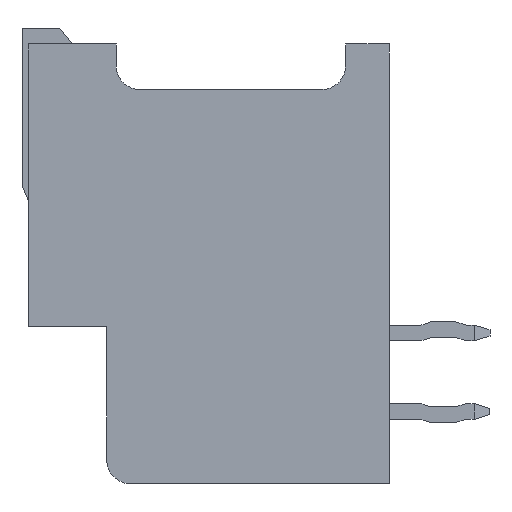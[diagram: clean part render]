
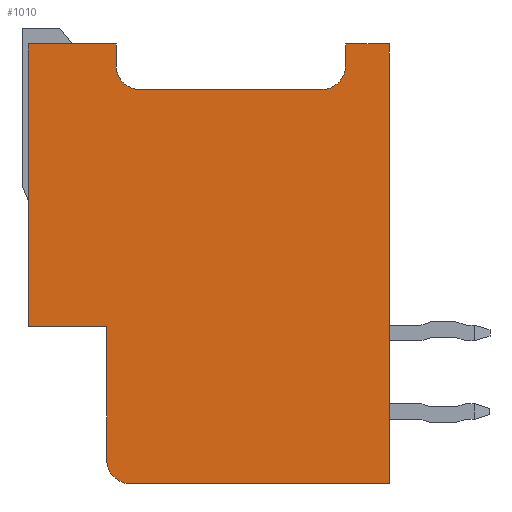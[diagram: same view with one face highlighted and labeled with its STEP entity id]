
A CAD part, left-side view. The second image highlights one B-rep face of the part: STEP entity #1010.
In plain terms, the highlighted planar face has unit normal (-1, 0, 0).
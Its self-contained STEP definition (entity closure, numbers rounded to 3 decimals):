
#1010 = ADVANCED_FACE( '', ( #2253 ), #2254, .F. );
#2253 = FACE_OUTER_BOUND( '', #3837, .T. );
#2254 = PLANE( '', #3838 );
#3837 = EDGE_LOOP( '', ( #6070, #6071, #6072, #6073, #6074, #6075, #6076, #6077, #6078, #6079, #6080, #6081, #6082 ) );
#3838 = AXIS2_PLACEMENT_3D( '', #6083, #6084, #6085 );
#6070 = ORIENTED_EDGE( '', *, *, #10731, .F. );
#6071 = ORIENTED_EDGE( '', *, *, #10732, .T. );
#6072 = ORIENTED_EDGE( '', *, *, #10733, .F. );
#6073 = ORIENTED_EDGE( '', *, *, #10734, .F. );
#6074 = ORIENTED_EDGE( '', *, *, #10735, .F. );
#6075 = ORIENTED_EDGE( '', *, *, #10736, .F. );
#6076 = ORIENTED_EDGE( '', *, *, #10737, .T. );
#6077 = ORIENTED_EDGE( '', *, *, #10738, .F. );
#6078 = ORIENTED_EDGE( '', *, *, #10739, .T. );
#6079 = ORIENTED_EDGE( '', *, *, #10740, .F. );
#6080 = ORIENTED_EDGE( '', *, *, #10741, .F. );
#6081 = ORIENTED_EDGE( '', *, *, #10742, .F. );
#6082 = ORIENTED_EDGE( '', *, *, #10743, .F. );
#6083 = CARTESIAN_POINT( '', ( -13.7, 0., 0. ) );
#6084 = DIRECTION( '', ( 1., 0., 0. ) );
#6085 = DIRECTION( '', ( 0., 0., -1. ) );
#10731 = EDGE_CURVE( '', #13179, #13180, #13181, .T. );
#10732 = EDGE_CURVE( '', #13179, #13182, #13183, .F. );
#10733 = EDGE_CURVE( '', #13184, #13182, #13185, .T. );
#10734 = EDGE_CURVE( '', #13186, #13184, #13187, .T. );
#10735 = EDGE_CURVE( '', #13188, #13186, #13189, .T. );
#10736 = EDGE_CURVE( '', #13190, #13188, #13191, .T. );
#10737 = EDGE_CURVE( '', #13190, #13192, #13193, .T. );
#10738 = EDGE_CURVE( '', #13194, #13192, #13195, .T. );
#10739 = EDGE_CURVE( '', #13194, #13196, #13197, .T. );
#10740 = EDGE_CURVE( '', #13198, #13196, #13199, .T. );
#10741 = EDGE_CURVE( '', #13200, #13198, #13201, .T. );
#10742 = EDGE_CURVE( '', #13202, #13200, #13203, .T. );
#10743 = EDGE_CURVE( '', #13180, #13202, #13204, .T. );
#13179 = VERTEX_POINT( '', #16630 );
#13180 = VERTEX_POINT( '', #16631 );
#13181 = LINE( '', #16632, #16633 );
#13182 = VERTEX_POINT( '', #16634 );
#13183 = CIRCLE( '', #16635, 0.75 );
#13184 = VERTEX_POINT( '', #16636 );
#13185 = LINE( '', #16637, #16638 );
#13186 = VERTEX_POINT( '', #16639 );
#13187 = LINE( '', #16640, #16641 );
#13188 = VERTEX_POINT( '', #16642 );
#13189 = LINE( '', #16643, #16644 );
#13190 = VERTEX_POINT( '', #16645 );
#13191 = LINE( '', #16646, #16647 );
#13192 = VERTEX_POINT( '', #16648 );
#13193 = CIRCLE( '', #16649, 0.75 );
#13194 = VERTEX_POINT( '', #16650 );
#13195 = LINE( '', #16651, #16652 );
#13196 = VERTEX_POINT( '', #16653 );
#13197 = CIRCLE( '', #16654, 0.75 );
#13198 = VERTEX_POINT( '', #16655 );
#13199 = LINE( '', #16656, #16657 );
#13200 = VERTEX_POINT( '', #16658 );
#13201 = LINE( '', #16659, #16660 );
#13202 = VERTEX_POINT( '', #16661 );
#13203 = LINE( '', #16662, #16663 );
#13204 = LINE( '', #16664, #16665 );
#16630 = CARTESIAN_POINT( '', ( -13.7, 4.5, -6.25 ) );
#16631 = CARTESIAN_POINT( '', ( -13.7, 4.5, -2. ) );
#16632 = CARTESIAN_POINT( '', ( -13.7, 4.5, -7. ) );
#16633 = VECTOR( '', #20003, 1000. );
#16634 = CARTESIAN_POINT( '', ( -13.7, 3.75, -7. ) );
#16635 = AXIS2_PLACEMENT_3D( '', #20004, #20005, #20006 );
#16636 = CARTESIAN_POINT( '', ( -13.7, -4.5, -7. ) );
#16637 = CARTESIAN_POINT( '', ( -13.7, -4.5, -7. ) );
#16638 = VECTOR( '', #20007, 1000. );
#16639 = CARTESIAN_POINT( '', ( -13.7, -4.5, 7. ) );
#16640 = CARTESIAN_POINT( '', ( -13.7, -4.5, 7. ) );
#16641 = VECTOR( '', #20008, 1000. );
#16642 = CARTESIAN_POINT( '', ( -13.7, -3.1, 7. ) );
#16643 = CARTESIAN_POINT( '', ( -13.7, -3.1, 7. ) );
#16644 = VECTOR( '', #20009, 1000. );
#16645 = CARTESIAN_POINT( '', ( -13.7, -3.1, 6.3 ) );
#16646 = CARTESIAN_POINT( '', ( -13.7, -3.1, 5.55 ) );
#16647 = VECTOR( '', #20010, 1000. );
#16648 = CARTESIAN_POINT( '', ( -13.7, -2.35, 5.55 ) );
#16649 = AXIS2_PLACEMENT_3D( '', #20011, #20012, #20013 );
#16650 = CARTESIAN_POINT( '', ( -13.7, 3.45, 5.55 ) );
#16651 = CARTESIAN_POINT( '', ( -13.7, 4.2, 5.55 ) );
#16652 = VECTOR( '', #20014, 1000. );
#16653 = CARTESIAN_POINT( '', ( -13.7, 4.2, 6.3 ) );
#16654 = AXIS2_PLACEMENT_3D( '', #20015, #20016, #20017 );
#16655 = CARTESIAN_POINT( '', ( -13.7, 4.2, 7. ) );
#16656 = CARTESIAN_POINT( '', ( -13.7, 4.2, 7. ) );
#16657 = VECTOR( '', #20018, 1000. );
#16658 = CARTESIAN_POINT( '', ( -13.7, 7., 7. ) );
#16659 = CARTESIAN_POINT( '', ( -13.7, 7., 7. ) );
#16660 = VECTOR( '', #20019, 1000. );
#16661 = CARTESIAN_POINT( '', ( -13.7, 7., -2. ) );
#16662 = CARTESIAN_POINT( '', ( -13.7, 7., -2. ) );
#16663 = VECTOR( '', #20020, 1000. );
#16664 = CARTESIAN_POINT( '', ( -13.7, 4.5, -2. ) );
#16665 = VECTOR( '', #20021, 1000. );
#20003 = DIRECTION( '', ( 0., 0., 1. ) );
#20004 = CARTESIAN_POINT( '', ( -13.7, 3.75, -6.25 ) );
#20005 = DIRECTION( '', ( 1., 0., 0. ) );
#20006 = DIRECTION( '', ( 0., 0., -1. ) );
#20007 = DIRECTION( '', ( 0., 1., 0. ) );
#20008 = DIRECTION( '', ( 0., 0., -1. ) );
#20009 = DIRECTION( '', ( 0., -1., 0. ) );
#20010 = DIRECTION( '', ( 0., 0., 1. ) );
#20011 = CARTESIAN_POINT( '', ( -13.7, -2.35, 6.3 ) );
#20012 = DIRECTION( '', ( 1., 0., 0. ) );
#20013 = DIRECTION( '', ( 0., 0., -1. ) );
#20014 = DIRECTION( '', ( 0., -1., 0. ) );
#20015 = CARTESIAN_POINT( '', ( -13.7, 3.45, 6.3 ) );
#20016 = DIRECTION( '', ( 1., 0., 0. ) );
#20017 = DIRECTION( '', ( 0., 0., -1. ) );
#20018 = DIRECTION( '', ( 0., 0., -1. ) );
#20019 = DIRECTION( '', ( 0., -1., 0. ) );
#20020 = DIRECTION( '', ( 0., 0., 1. ) );
#20021 = DIRECTION( '', ( 0., 1., 0. ) );
